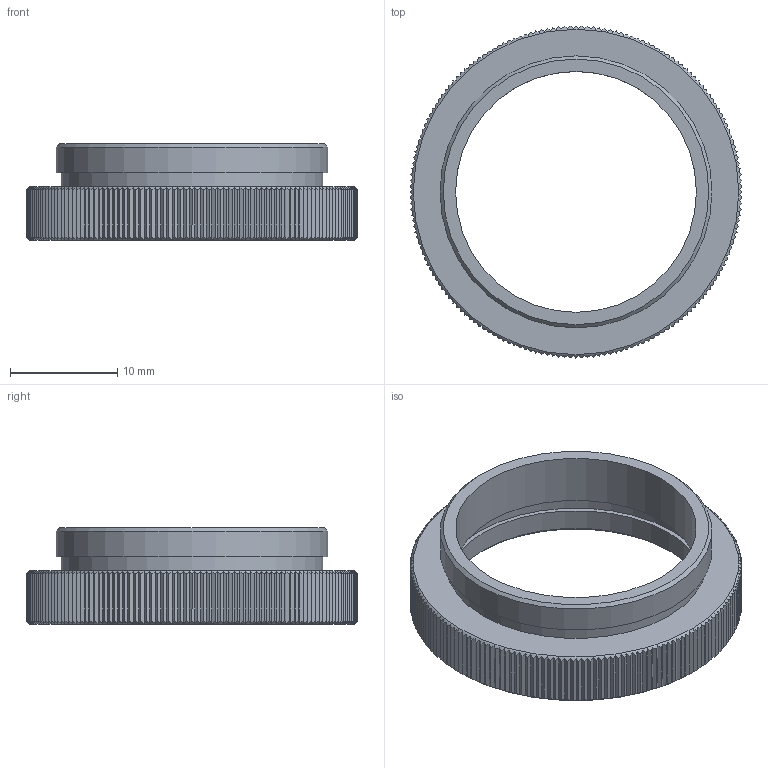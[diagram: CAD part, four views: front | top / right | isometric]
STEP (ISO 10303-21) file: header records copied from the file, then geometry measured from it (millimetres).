
FILE_DESCRIPTION(/* description */ (''),/* implementation_level */ '2;1');
FILE_NAME(/* name */ 'CS-C-Mount-Adapter_5,0 mm.stp',/* time_stamp */ '2021-11-04T13:39:36+01:00',/* author */ (''),/* organization */ (''),/* preprocessor_version */ 'ST-DEVELOPER v16.5',/* originating_system */ 'Autodesk Inventor 2017',/* authorisation */ '');
FILE_SCHEMA (('AUTOMOTIVE_DESIGN { 1 0 10303 214 3 1 1 }'));
Length unit declared in the file: millimetre
Bounding box: 31 x 31 x 9 mm (x, y, z)
Volume: 1731.6 mm3; surface area: 2367.2 mm2
Topology: 1 solids, 1 shells, 375 faces, 1104 edges, 735 vertices
Faces by surface type: plane 366, cylinder 5, cone 4
Full cylindrical faces by diameter (mm): 22.5 x1, 24.4 x1, 24.54 x1, 25.4 x2
Entity records: 13303 total; most frequent: DIRECTION 2580, CARTESIAN_POINT 2204, ORIENTED_EDGE 2188, AXIS2_PLACEMENT_3D 1110, EDGE_CURVE 1094, CIRCLE 734, VERTEX_POINT 734, EDGE_LOOP 390
